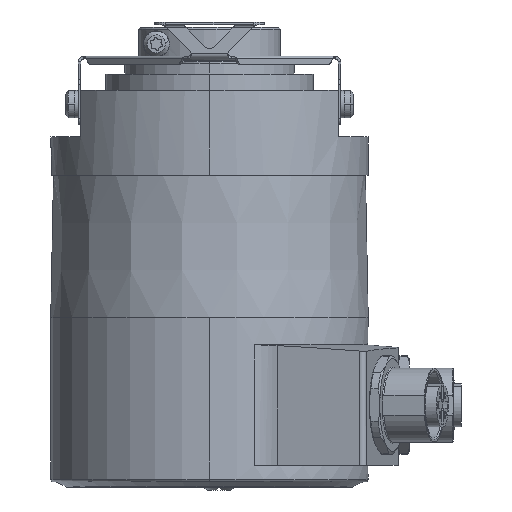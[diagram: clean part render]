
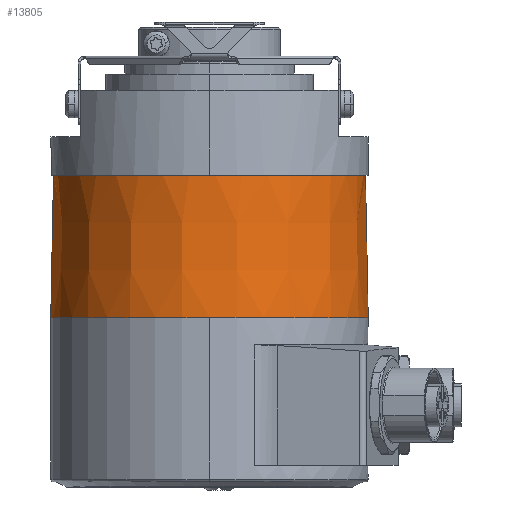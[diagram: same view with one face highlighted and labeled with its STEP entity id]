
A CAD part, left-side view. The second image highlights one B-rep face of the part: STEP entity #13805.
In plain terms, the highlighted conical face has half-angle 1.102 degrees and reference radius 28.75 mm.
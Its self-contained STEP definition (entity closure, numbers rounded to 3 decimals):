
#89=CARTESIAN_POINT('',(0.,0.,10.));
#90=DIRECTION('',(0.,0.,1.));
#91=DIRECTION('',(0.,1.,0.));
#92=AXIS2_PLACEMENT_3D('',#89,#90,#91);
#139=CARTESIAN_POINT('',(0.,0.,10.));
#140=DIRECTION('',(0.,0.,1.));
#141=DIRECTION('',(-0.076,0.997,0.));
#142=AXIS2_PLACEMENT_3D('',#139,#140,#141);
#149=DIRECTION('',(0.,0.019,-1.));
#150=VECTOR('',#149,26.005);
#151=CARTESIAN_POINT('',(0.,28.5,10.));
#152=LINE('',#151,#150);
#153=DIRECTION('',(0.,-0.019,-1.));
#154=VECTOR('',#153,26.005);
#155=CARTESIAN_POINT('',(0.,-28.5,10.));
#156=LINE('',#155,#154);
#167=CARTESIAN_POINT('',(0.,0.,-16.));
#168=DIRECTION('',(0.,0.,1.));
#169=DIRECTION('',(0.,1.,0.));
#170=AXIS2_PLACEMENT_3D('',#167,#168,#169);
#185=CARTESIAN_POINT('',(0.,0.,-16.));
#186=DIRECTION('',(0.,0.,1.));
#187=DIRECTION('',(-1.,0.,0.));
#188=AXIS2_PLACEMENT_3D('',#185,#186,#187);
#12526=CARTESIAN_POINT('',(0.,29.,-16.));
#12527=CARTESIAN_POINT('',(-29.,0.,-16.));
#12528=VERTEX_POINT('',#12526);
#12529=VERTEX_POINT('',#12527);
#12532=CARTESIAN_POINT('',(0.,-29.,-16.));
#12533=VERTEX_POINT('',#12532);
#12534=CARTESIAN_POINT('',(0.,28.5,10.));
#12535=VERTEX_POINT('',#12534);
#12550=CARTESIAN_POINT('',(-2.16,28.418,10.));
#12551=CARTESIAN_POINT('',(0.,-28.5,10.));
#12552=VERTEX_POINT('',#12550);
#12553=VERTEX_POINT('',#12551);
#13788=CARTESIAN_POINT('',(0.,0.,-3.));
#13789=DIRECTION('',(0.,0.,-1.));
#13790=DIRECTION('',(0.,-1.,0.));
#13791=AXIS2_PLACEMENT_3D('',#13788,#13789,#13790);
#13792=CONICAL_SURFACE('',#13791,28.75,1.102);
#13793=ORIENTED_EDGE('',*,*,#13766,.T.);
#13795=ORIENTED_EDGE('',*,*,#13794,.T.);
#13797=ORIENTED_EDGE('',*,*,#13796,.F.);
#13799=ORIENTED_EDGE('',*,*,#13798,.F.);
#13801=ORIENTED_EDGE('',*,*,#13800,.F.);
#13802=ORIENTED_EDGE('',*,*,#13722,.T.);
#13803=EDGE_LOOP('',(#13793,#13795,#13797,#13799,#13801,#13802));
#13804=FACE_OUTER_BOUND('',#13803,.F.);
#93=CIRCLE('',#92,28.5);
#143=CIRCLE('',#142,28.5);
#171=CIRCLE('',#170,29.);
#189=CIRCLE('',#188,29.);
#13722=EDGE_CURVE('',#12535,#12552,#93,.T.);
#13766=EDGE_CURVE('',#12552,#12553,#143,.T.);
#13794=EDGE_CURVE('',#12553,#12533,#156,.T.);
#13796=EDGE_CURVE('',#12529,#12533,#189,.T.);
#13798=EDGE_CURVE('',#12528,#12529,#171,.T.);
#13800=EDGE_CURVE('',#12535,#12528,#152,.T.);
#13805=ADVANCED_FACE('',(#13804),#13792,.T.);
